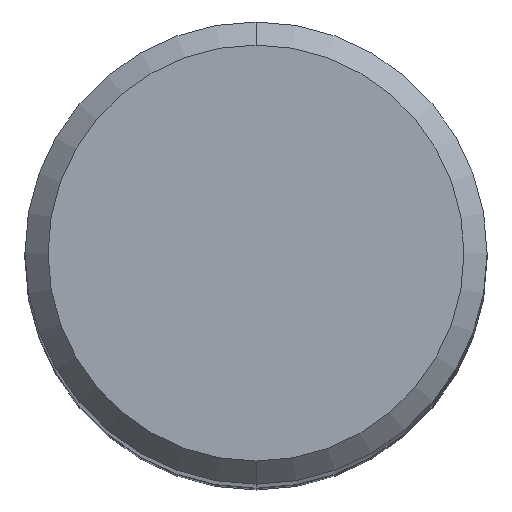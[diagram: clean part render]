
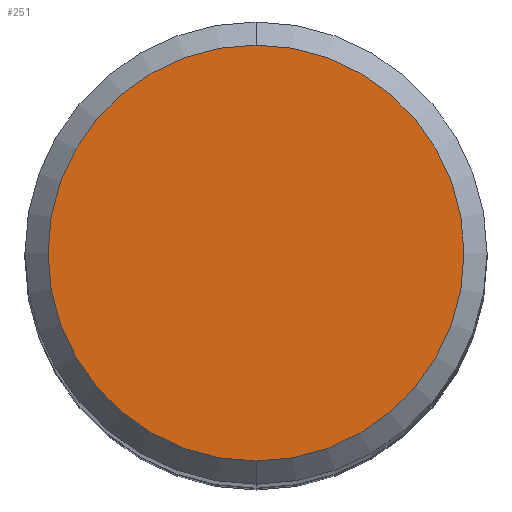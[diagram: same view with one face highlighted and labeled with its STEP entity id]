
A CAD part, top view. The second image highlights one B-rep face of the part: STEP entity #251.
In plain terms, the highlighted planar face has unit normal (0, 0, 1).
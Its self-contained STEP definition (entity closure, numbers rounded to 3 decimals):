
#251=ADVANCED_FACE('',(#589),#590,.T.);
#255=VERTEX_POINT('',#595);
#301=VERTEX_POINT('',#646);
#315=EDGE_CURVE('',#255,#301,#660,.T.);
#419=EDGE_CURVE('',#301,#255,#774,.T.);
#589=FACE_OUTER_BOUND('',#1035,.T.);
#590=PLANE('',#1036);
#595=CARTESIAN_POINT('',(0.,-5.4,0.0));
#646=CARTESIAN_POINT('',(0.0,5.4,0.0));
#660=CIRCLE('',#1146,5.4);
#774=CIRCLE('',#1387,5.4);
#1035=EDGE_LOOP('',(#1692,#1693));
#1036=AXIS2_PLACEMENT_3D('',#1694,#1695,#1696);
#1146=AXIS2_PLACEMENT_3D('',#1768,#1769,#1770);
#1387=AXIS2_PLACEMENT_3D('',#1887,#1888,#1889);
#1692=ORIENTED_EDGE('',*,*,#419,.F.);
#1693=ORIENTED_EDGE('',*,*,#315,.F.);
#1694=CARTESIAN_POINT('',(0.0,2.7,0.0));
#1695=DIRECTION('',(-0.0,0.0,1.0));
#1696=DIRECTION('',(0.0,-1.0,0.0));
#1768=CARTESIAN_POINT('',(0.0,0.0,0.0));
#1769=DIRECTION('',(0.0,0.0,-1.0));
#1770=DIRECTION('',(0.0,1.0,0.0));
#1887=CARTESIAN_POINT('',(0.0,0.0,0.0));
#1888=DIRECTION('',(0.0,0.0,-1.0));
#1889=DIRECTION('',(0.0,1.0,0.0));
